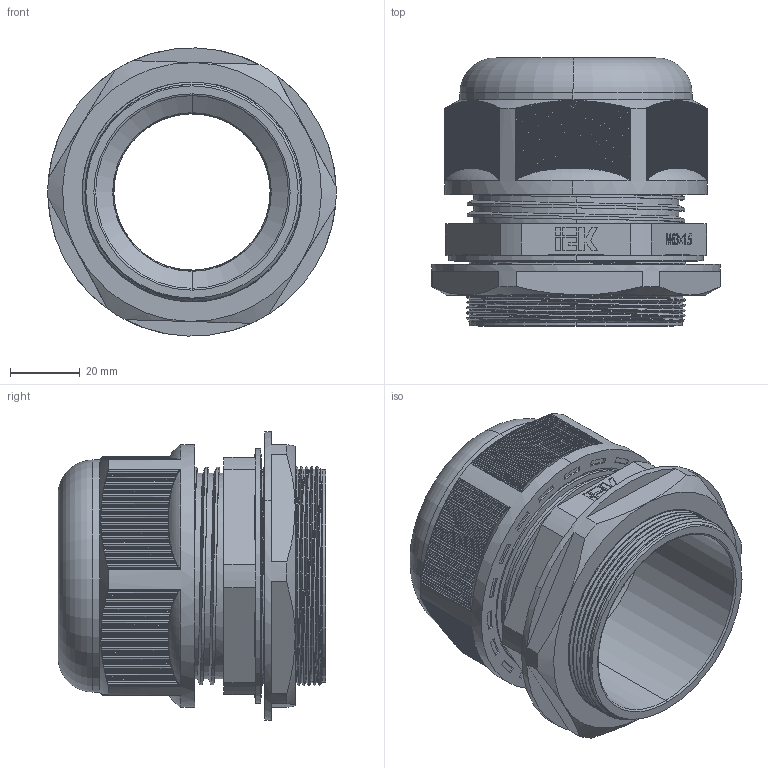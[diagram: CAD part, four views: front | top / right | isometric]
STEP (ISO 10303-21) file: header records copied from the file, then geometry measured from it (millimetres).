
FILE_DESCRIPTION (( 'STEP AP214' ), '1' );
FILE_NAME ('YSA20-40-63-68-K02 Ñàëüíèê MG 63.STEP', '2023-10-04T10:31:06', ( '' ), ( '' ), 'SwSTEP 2.0', 'SolidWorks 2022', '' );
FILE_SCHEMA (( 'AUTOMOTIVE_DESIGN' ));
Length unit declared in the file: millimetre
Products named in the file (1): YSA20-40-63-68-K02 Сальник MG 63
Bounding box: 82.7 x 76.84 x 82.67 mm (x, y, z)
Volume: 117978.8 mm3; surface area: 88262.5 mm2
Topology: 6 solids, 6 shells, 1481 faces, 4195 edges, 2787 vertices
Faces by surface type: plane 697, cylinder 627, bspline 88, torus 46, cone 23
Entity records: 86534 total; most frequent: CARTESIAN_POINT 34762, ORIENTED_EDGE 8390, DIRECTION 5974, EDGE_CURVE 4195, VERTEX_POINT 2787, AXIS2_PLACEMENT_3D 2075, VECTOR 1824, LINE 1824
